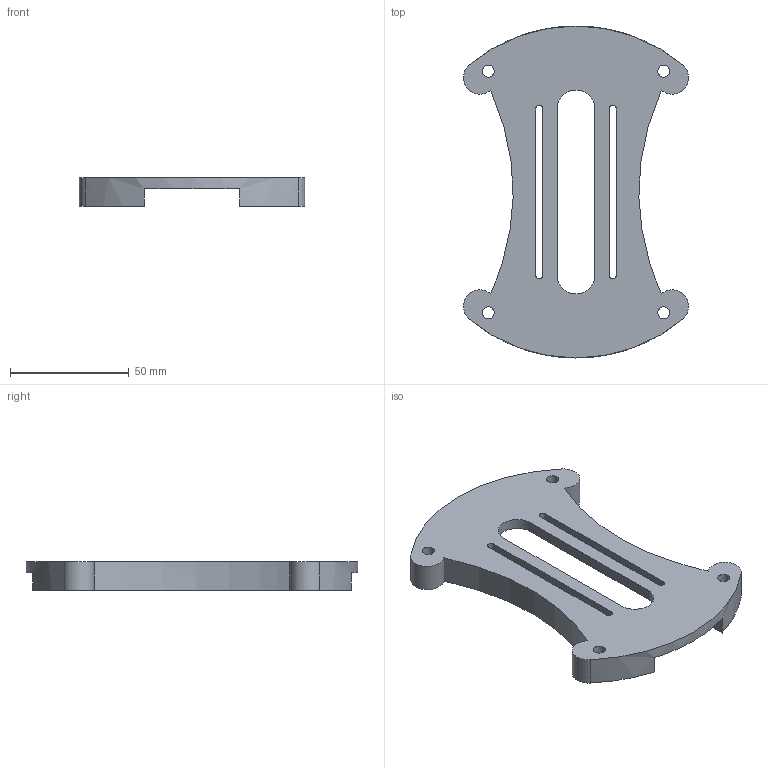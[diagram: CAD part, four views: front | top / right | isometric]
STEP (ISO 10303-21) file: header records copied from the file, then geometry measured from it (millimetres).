
FILE_DESCRIPTION(('FreeCAD Model'),'2;1');
FILE_NAME( 'TiltSlidingHanger.step', '2020-11-11T11:55:13',('Author'),(''), 'Open CASCADE STEP processor 7.3','FreeCAD','Unknown');
FILE_SCHEMA(('AUTOMOTIVE_DESIGN { 1 0 10303 214 1 1 1 1 }'));
Length unit declared in the file: millimetre
Products named in the file (1): SlidingHanger001
Bounding box: 94.99 x 140 x 12 mm (x, y, z)
Volume: 58298.7 mm3; surface area: 24887.8 mm2
Topology: 1 solids, 1 shells, 38 faces, 98 edges, 66 vertices
Faces by surface type: cylinder 20, plane 16, extrusion 2
Full cylindrical faces by diameter (mm): 5.1 x4, 10.8 x4
Entity records: 2534 total; most frequent: CARTESIAN_POINT 523, DIRECTION 374, ORIENTED_EDGE 196, PCURVE 196, DEFINITIONAL_REPRESENTATION 196, VECTOR 176, LINE 174, EDGE_CURVE 98
